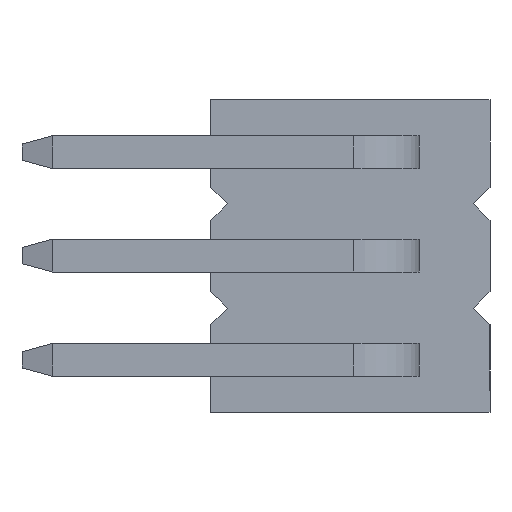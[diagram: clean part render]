
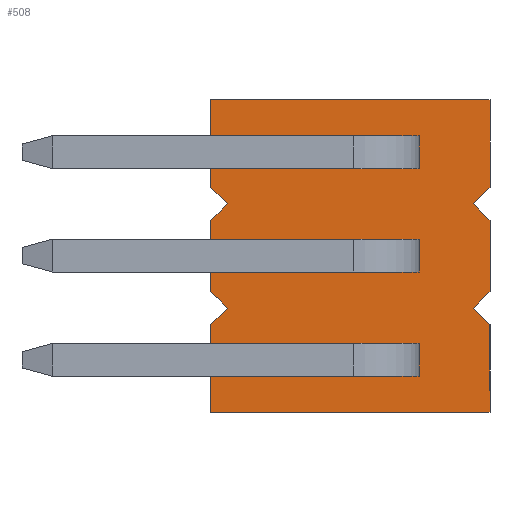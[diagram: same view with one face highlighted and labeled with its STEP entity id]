
A CAD part, front view. The second image highlights one B-rep face of the part: STEP entity #508.
In plain terms, the highlighted planar face has unit normal (0, -1, 0).
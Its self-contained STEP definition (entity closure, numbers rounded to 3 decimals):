
#18 = VECTOR ( 'NONE', #50, 1000. ) ;
#36 = CARTESIAN_POINT ( 'NONE',  ( 0.33, 0., 4.14 ) ) ;
#50 = DIRECTION ( 'NONE',  ( -0.707, 0., 0.707 ) ) ;
#59 = CARTESIAN_POINT ( 'NONE',  ( 0., 0., 1.47 ) ) ;
#95 = LINE ( 'NONE', #1703, #179 ) ;
#99 = DIRECTION ( 'NONE',  ( -0.707, 0., 0.707 ) ) ;
#131 = ORIENTED_EDGE ( 'NONE', *, *, #1245, .F. ) ;
#136 = LINE ( 'NONE', #745, #1311 ) ;
#137 = VECTOR ( 'NONE', #99, 1000. ) ;
#149 = VERTEX_POINT ( 'NONE', #1203 ) ;
#152 = CARTESIAN_POINT ( 'NONE',  ( 3.4, 0., 1.07 ) ) ;
#159 = CARTESIAN_POINT ( 'NONE',  ( 0., 0., 3.81 ) ) ;
#179 = VECTOR ( 'NONE', #1288, 1000. ) ;
#205 = VECTOR ( 'NONE', #1384, 1000. ) ;
#231 = EDGE_CURVE ( 'NONE', #149, #1020, #1759, .T. ) ;
#235 = CARTESIAN_POINT ( 'NONE',  ( 0., 0., 3.81 ) ) ;
#251 = CARTESIAN_POINT ( 'NONE',  ( 1.37, 0., 2.44 ) ) ;
#273 = LINE ( 'NONE', #159, #477 ) ;
#285 = VERTEX_POINT ( 'NONE', #235 ) ;
#288 = EDGE_CURVE ( 'NONE', #1535, #149, #1271, .T. ) ;
#301 = ORIENTED_EDGE ( 'NONE', *, *, #1294, .T. ) ;
#313 = CARTESIAN_POINT ( 'NONE',  ( 0.735, 0., 3.075 ) ) ;
#317 = VECTOR ( 'NONE', #1712, 1000. ) ;
#331 = EDGE_CURVE ( 'NONE', #719, #1864, #1068, .T. ) ;
#367 = EDGE_CURVE ( 'NONE', #1535, #475, #95, .T. ) ;
#400 = VERTEX_POINT ( 'NONE', #703 ) ;
#404 = ORIENTED_EDGE ( 'NONE', *, *, #472, .F. ) ;
#458 = DIRECTION ( 'NONE',  ( -0.707, 0., -0.707 ) ) ;
#461 = EDGE_CURVE ( 'NONE', #1034, #1316, #1825, .T. ) ;
#468 = LINE ( 'NONE', #313, #574 ) ;
#472 = EDGE_CURVE ( 'NONE', #285, #1627, #1312, .T. ) ;
#475 = VERTEX_POINT ( 'NONE', #861 ) ;
#477 = VECTOR ( 'NONE', #774, 1000. ) ;
#498 = ORIENTED_EDGE ( 'NONE', *, *, #1607, .T. ) ;
#508 = ADVANCED_FACE ( 'NONE', ( #974 ), #720, .F. ) ;
#522 = CARTESIAN_POINT ( 'NONE',  ( 0., 0., 0. ) ) ;
#538 = CARTESIAN_POINT ( 'NONE',  ( -1.17, 0., 2.64 ) ) ;
#542 = DIRECTION ( 'NONE',  ( 0., 0., -1. ) ) ;
#547 = CARTESIAN_POINT ( 'NONE',  ( 0., 0., 3.81 ) ) ;
#550 = VERTEX_POINT ( 'NONE', #152 ) ;
#570 = LINE ( 'NONE', #843, #669 ) ;
#574 = VECTOR ( 'NONE', #458, 1000. ) ;
#575 = CARTESIAN_POINT ( 'NONE',  ( 0., 0., 3.81 ) ) ;
#594 = DIRECTION ( 'NONE',  ( 0., 1., 0. ) ) ;
#599 = LINE ( 'NONE', #1415, #1152 ) ;
#623 = VECTOR ( 'NONE', #1789, 1000. ) ;
#634 = EDGE_CURVE ( 'NONE', #1754, #475, #136, .T. ) ;
#667 = CARTESIAN_POINT ( 'NONE',  ( 3.4, 0., 0. ) ) ;
#669 = VECTOR ( 'NONE', #1842, 1000. ) ;
#703 = CARTESIAN_POINT ( 'NONE',  ( 0.2, 0., 2.54 ) ) ;
#719 = VERTEX_POINT ( 'NONE', #1355 ) ;
#720 = PLANE ( 'NONE',  #1593 ) ;
#736 = VERTEX_POINT ( 'NONE', #1502 ) ;
#745 = CARTESIAN_POINT ( 'NONE',  ( 2.87, 0., 0.94 ) ) ;
#750 = EDGE_CURVE ( 'NONE', #285, #736, #273, .T. ) ;
#774 = DIRECTION ( 'NONE',  ( 0., 0., -1. ) ) ;
#795 = CARTESIAN_POINT ( 'NONE',  ( 3.2, 0., 1.27 ) ) ;
#807 = ORIENTED_EDGE ( 'NONE', *, *, #1049, .T. ) ;
#828 = ORIENTED_EDGE ( 'NONE', *, *, #461, .T. ) ;
#843 = CARTESIAN_POINT ( 'NONE',  ( 0., 0., 3.81 ) ) ;
#851 = DIRECTION ( 'NONE',  ( -0.707, 0., -0.707 ) ) ;
#861 = CARTESIAN_POINT ( 'NONE',  ( 3.4, 0., 1.47 ) ) ;
#887 = VERTEX_POINT ( 'NONE', #667 ) ;
#890 = DIRECTION ( 'NONE',  ( 0.707, 0., 0.707 ) ) ;
#909 = CARTESIAN_POINT ( 'NONE',  ( 3.4, 0., 2.34 ) ) ;
#939 = ORIENTED_EDGE ( 'NONE', *, *, #231, .T. ) ;
#961 = VECTOR ( 'NONE', #1714, 1000. ) ;
#969 = ORIENTED_EDGE ( 'NONE', *, *, #1123, .T. ) ;
#971 = CARTESIAN_POINT ( 'NONE',  ( 0., 0., 3.81 ) ) ;
#974 = FACE_OUTER_BOUND ( 'NONE', #1872, .T. ) ;
#1007 = VECTOR ( 'NONE', #1077, 1000. ) ;
#1020 = VERTEX_POINT ( 'NONE', #1655 ) ;
#1022 = LINE ( 'NONE', #1888, #1733 ) ;
#1032 = EDGE_CURVE ( 'NONE', #1401, #887, #1105, .T. ) ;
#1034 = VERTEX_POINT ( 'NONE', #1522 ) ;
#1049 = EDGE_CURVE ( 'NONE', #550, #1754, #1081, .T. ) ;
#1068 = LINE ( 'NONE', #971, #205 ) ;
#1077 = DIRECTION ( 'NONE',  ( 0.707, 0., 0.707 ) ) ;
#1081 = LINE ( 'NONE', #36, #18 ) ;
#1100 = ORIENTED_EDGE ( 'NONE', *, *, #750, .T. ) ;
#1105 = LINE ( 'NONE', #522, #623 ) ;
#1110 = CARTESIAN_POINT ( 'NONE',  ( 0.965, 0., 4.775 ) ) ;
#1123 = EDGE_CURVE ( 'NONE', #736, #400, #1639, .T. ) ;
#1152 = VECTOR ( 'NONE', #542, 1000. ) ;
#1185 = DIRECTION ( 'NONE',  ( 0., 0., 1. ) ) ;
#1203 = CARTESIAN_POINT ( 'NONE',  ( 3.2, 0., 2.54 ) ) ;
#1210 = CARTESIAN_POINT ( 'NONE',  ( -0.535, 0., 3.275 ) ) ;
#1212 = ORIENTED_EDGE ( 'NONE', *, *, #288, .T. ) ;
#1242 = CARTESIAN_POINT ( 'NONE',  ( 2.235, 0., 1.575 ) ) ;
#1245 = EDGE_CURVE ( 'NONE', #550, #887, #599, .T. ) ;
#1259 = VECTOR ( 'NONE', #1353, 1000. ) ;
#1270 = EDGE_CURVE ( 'NONE', #1864, #1034, #1341, .T. ) ;
#1271 = LINE ( 'NONE', #1110, #137 ) ;
#1288 = DIRECTION ( 'NONE',  ( 0., 0., -1. ) ) ;
#1294 = EDGE_CURVE ( 'NONE', #1316, #1401, #570, .T. ) ;
#1311 = VECTOR ( 'NONE', #890, 1000. ) ;
#1312 = LINE ( 'NONE', #547, #317 ) ;
#1316 = VERTEX_POINT ( 'NONE', #1429 ) ;
#1341 = LINE ( 'NONE', #538, #961 ) ;
#1353 = DIRECTION ( 'NONE',  ( 0.707, 0., -0.707 ) ) ;
#1355 = CARTESIAN_POINT ( 'NONE',  ( 0., 0., 2.34 ) ) ;
#1384 = DIRECTION ( 'NONE',  ( 0., 0., -1. ) ) ;
#1385 = EDGE_CURVE ( 'NONE', #1627, #1020, #1022, .T. ) ;
#1394 = ORIENTED_EDGE ( 'NONE', *, *, #1270, .T. ) ;
#1401 = VERTEX_POINT ( 'NONE', #1449 ) ;
#1405 = VECTOR ( 'NONE', #851, 1000. ) ;
#1415 = CARTESIAN_POINT ( 'NONE',  ( 3.4, 0., 3.81 ) ) ;
#1429 = CARTESIAN_POINT ( 'NONE',  ( 0., 0., 1.07 ) ) ;
#1449 = CARTESIAN_POINT ( 'NONE',  ( 0., 0., 0. ) ) ;
#1485 = CARTESIAN_POINT ( 'NONE',  ( 3.4, 0., 3.81 ) ) ;
#1489 = ORIENTED_EDGE ( 'NONE', *, *, #331, .T. ) ;
#1502 = CARTESIAN_POINT ( 'NONE',  ( 0., 0., 2.74 ) ) ;
#1522 = CARTESIAN_POINT ( 'NONE',  ( 0.2, 0., 1.27 ) ) ;
#1535 = VERTEX_POINT ( 'NONE', #909 ) ;
#1553 = ORIENTED_EDGE ( 'NONE', *, *, #1032, .T. ) ;
#1580 = ORIENTED_EDGE ( 'NONE', *, *, #634, .T. ) ;
#1593 = AXIS2_PLACEMENT_3D ( 'NONE', #575, #594, #1185 ) ;
#1607 = EDGE_CURVE ( 'NONE', #400, #719, #468, .T. ) ;
#1627 = VERTEX_POINT ( 'NONE', #1485 ) ;
#1639 = LINE ( 'NONE', #1210, #1259 ) ;
#1655 = CARTESIAN_POINT ( 'NONE',  ( 3.4, 0., 2.74 ) ) ;
#1685 = ORIENTED_EDGE ( 'NONE', *, *, #367, .F. ) ;
#1703 = CARTESIAN_POINT ( 'NONE',  ( 3.4, 0., 3.81 ) ) ;
#1712 = DIRECTION ( 'NONE',  ( 1., 0., 0. ) ) ;
#1714 = DIRECTION ( 'NONE',  ( 0.707, 0., -0.707 ) ) ;
#1733 = VECTOR ( 'NONE', #1870, 1000. ) ;
#1754 = VERTEX_POINT ( 'NONE', #795 ) ;
#1759 = LINE ( 'NONE', #1242, #1007 ) ;
#1789 = DIRECTION ( 'NONE',  ( 1., 0., 0. ) ) ;
#1819 = ORIENTED_EDGE ( 'NONE', *, *, #1385, .F. ) ;
#1825 = LINE ( 'NONE', #251, #1405 ) ;
#1842 = DIRECTION ( 'NONE',  ( 0., 0., -1. ) ) ;
#1864 = VERTEX_POINT ( 'NONE', #59 ) ;
#1870 = DIRECTION ( 'NONE',  ( 0., 0., -1. ) ) ;
#1872 = EDGE_LOOP ( 'NONE', ( #1212, #939, #1819, #404, #1100, #969, #498, #1489, #1394, #828, #301, #1553, #131, #807, #1580, #1685 ) ) ;
#1888 = CARTESIAN_POINT ( 'NONE',  ( 3.4, 0., 3.81 ) ) ;
